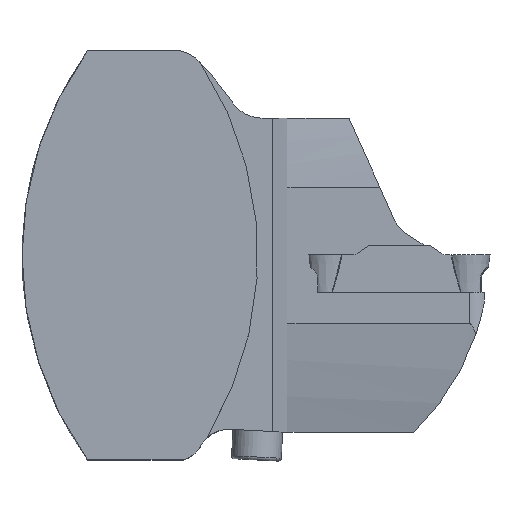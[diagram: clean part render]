
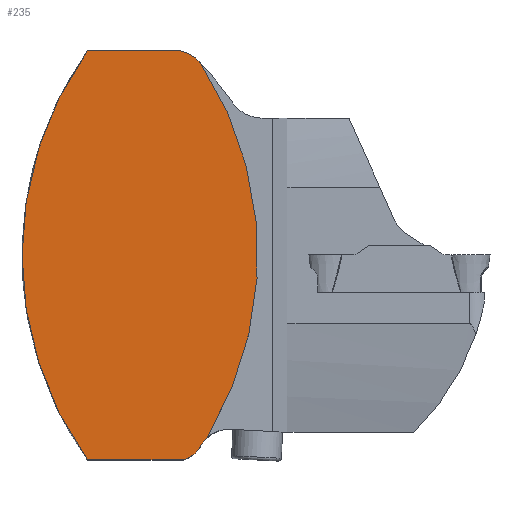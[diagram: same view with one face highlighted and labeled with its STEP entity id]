
A CAD part, top view. The second image highlights one B-rep face of the part: STEP entity #235.
In plain terms, the highlighted planar face has unit normal (0, 0, 1).
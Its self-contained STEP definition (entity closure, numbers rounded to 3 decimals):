
#160=CIRCLE('',#1648,60.25);
#161=CIRCLE('',#1651,60.25);
#162=CIRCLE('',#1654,6.5);
#163=CIRCLE('',#1656,60.5);
#165=CIRCLE('',#1659,5.);
#167=CIRCLE('',#1662,5.5);
#235=ADVANCED_FACE('',(#355),#308,.T.);
#308=PLANE('',#1691);
#355=FACE_OUTER_BOUND('',#438,.T.);
#438=EDGE_LOOP('',(#832,#833,#834,#835,#836,#837,#838,#839));
#514=LINE('',#2216,#592);
#517=LINE('',#2227,#595);
#592=VECTOR('',#1776,1.);
#595=VECTOR('',#1787,1.);
#832=ORIENTED_EDGE('',*,*,#1278,.F.);
#833=ORIENTED_EDGE('',*,*,#1269,.T.);
#834=ORIENTED_EDGE('',*,*,#1291,.T.);
#835=ORIENTED_EDGE('',*,*,#1295,.T.);
#836=ORIENTED_EDGE('',*,*,#1273,.T.);
#837=ORIENTED_EDGE('',*,*,#1285,.F.);
#838=ORIENTED_EDGE('',*,*,#1282,.F.);
#839=ORIENTED_EDGE('',*,*,#1274,.F.);
#1119=VERTEX_POINT('',#2210);
#1122=VERTEX_POINT('',#2215);
#1124=VERTEX_POINT('',#2220);
#1126=VERTEX_POINT('',#2224);
#1127=VERTEX_POINT('',#2228);
#1128=VERTEX_POINT('',#2229);
#1133=VERTEX_POINT('',#2250);
#1138=VERTEX_POINT('',#2274);
#1269=EDGE_CURVE('',#1119,#1122,#514,.T.);
#1273=EDGE_CURVE('',#1124,#1126,#160,.T.);
#1274=EDGE_CURVE('',#1127,#1128,#517,.T.);
#1278=EDGE_CURVE('',#1119,#1127,#161,.T.);
#1282=EDGE_CURVE('',#1128,#1133,#162,.T.);
#1285=EDGE_CURVE('',#1133,#1126,#163,.T.);
#1291=EDGE_CURVE('',#1122,#1138,#165,.T.);
#1295=EDGE_CURVE('',#1138,#1124,#167,.T.);
#1648=AXIS2_PLACEMENT_3D('',#2225,#1783,#1784);
#1651=AXIS2_PLACEMENT_3D('',#2236,#1793,#1794);
#1654=AXIS2_PLACEMENT_3D('',#2249,#1799,#1800);
#1656=AXIS2_PLACEMENT_3D('',#2258,#1804,#1805);
#1659=AXIS2_PLACEMENT_3D('',#2275,#1812,#1813);
#1662=AXIS2_PLACEMENT_3D('',#2285,#1819,#1820);
#1691=AXIS2_PLACEMENT_3D('',#2459,#1900,#1901);
#1776=DIRECTION('',(1.,0.,0.));
#1783=DIRECTION('',(0.,0.,1.));
#1784=DIRECTION('',(1.,0.,0.));
#1787=DIRECTION('',(1.,0.,0.));
#1793=DIRECTION('',(0.,0.,-1.));
#1794=DIRECTION('',(1.,0.,0.));
#1799=DIRECTION('',(0.,0.,-1.));
#1800=DIRECTION('',(1.,0.,0.));
#1804=DIRECTION('',(0.,0.,-1.));
#1805=DIRECTION('',(1.,0.,0.));
#1812=DIRECTION('',(0.,0.,1.));
#1813=DIRECTION('',(1.,0.,0.));
#1819=DIRECTION('',(0.,0.,-1.));
#1820=DIRECTION('',(1.,0.,0.));
#1900=DIRECTION('',(0.,0.,1.));
#1901=DIRECTION('',(-1.,0.,0.));
#2210=CARTESIAN_POINT('',(-8.891,-35.,0.));
#2215=CARTESIAN_POINT('',(7.5,-35.,0.));
#2216=CARTESIAN_POINT('',(56.525,-35.,0.));
#2220=CARTESIAN_POINT('',(11.487,-31.292,0.));
#2224=CARTESIAN_POINT('',(10.473,32.902,0.));
#2225=CARTESIAN_POINT('',(-40.,0.,0.));
#2227=CARTESIAN_POINT('',(56.525,35.,0.));
#2228=CARTESIAN_POINT('',(-8.891,35.,0.));
#2229=CARTESIAN_POINT('',(7.1,35.,0.));
#2236=CARTESIAN_POINT('',(40.15,0.,0.));
#2249=CARTESIAN_POINT('',(5.5,28.7,0.));
#2250=CARTESIAN_POINT('',(10.204,33.186,0.));
#2258=CARTESIAN_POINT('',(-33.578,-8.568,0.));
#2274=CARTESIAN_POINT('',(10.484,-32.604,0.));
#2275=CARTESIAN_POINT('',(6.1,-30.2,0.));
#2285=CARTESIAN_POINT('',(15.306,-35.249,0.));
#2459=CARTESIAN_POINT('',(0.,0.,0.));
